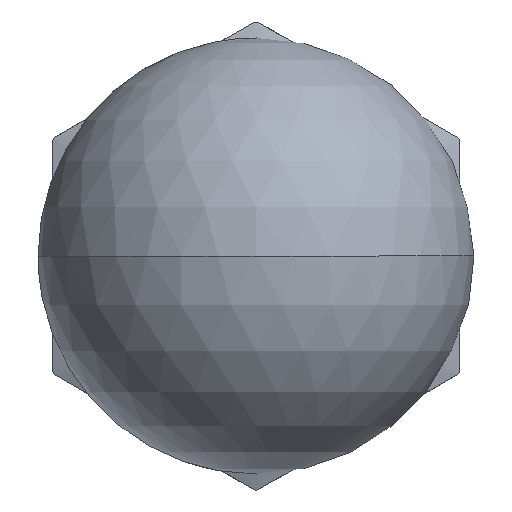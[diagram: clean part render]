
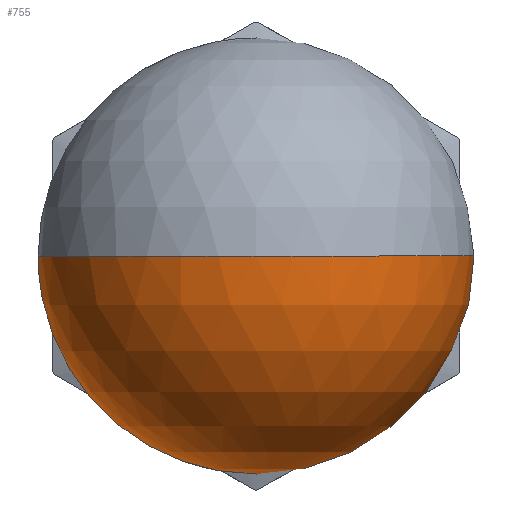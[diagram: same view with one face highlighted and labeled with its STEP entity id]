
A CAD part, front view. The second image highlights one B-rep face of the part: STEP entity #755.
In plain terms, the highlighted spherical face has radius 7.5 mm.
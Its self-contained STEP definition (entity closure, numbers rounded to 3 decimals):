
#25 = DIRECTION ( 'NONE',  ( -1., 0., 0. ) ) ;
#41 = DIRECTION ( 'NONE',  ( 0., 0., -1. ) ) ;
#112 = ORIENTED_EDGE ( 'NONE', *, *, #372, .F. ) ;
#132 = CARTESIAN_POINT ( 'NONE',  ( 0., -22., 0. ) ) ;
#138 = CARTESIAN_POINT ( 'NONE',  ( 6., -10., 0. ) ) ;
#232 = DIRECTION ( 'NONE',  ( -1., 0., 0. ) ) ;
#234 = CARTESIAN_POINT ( 'NONE',  ( -6., -10., 0. ) ) ;
#237 = CARTESIAN_POINT ( 'NONE',  ( 0., -14.5, 0. ) ) ;
#262 = DIRECTION ( 'NONE',  ( 0., 0., 1. ) ) ;
#314 = SPHERICAL_SURFACE ( 'NONE', #940, 7.5 ) ;
#337 = EDGE_CURVE ( 'NONE', #1034, #1003, #543, .T. ) ;
#357 = CIRCLE ( 'NONE', #673, 7.5 ) ;
#372 = EDGE_CURVE ( 'NONE', #1003, #784, #525, .T. ) ;
#525 = CIRCLE ( 'NONE', #583, 6. ) ;
#543 = CIRCLE ( 'NONE', #905, 7.5 ) ;
#583 = AXIS2_PLACEMENT_3D ( 'NONE', #594, #592, #589 ) ;
#589 = DIRECTION ( 'NONE',  ( -1., 0., 0. ) ) ;
#592 = DIRECTION ( 'NONE',  ( 0., 1., 0. ) ) ;
#594 = CARTESIAN_POINT ( 'NONE',  ( 0., -10., 0. ) ) ;
#609 = FACE_OUTER_BOUND ( 'NONE', #1071, .T. ) ;
#628 = ORIENTED_EDGE ( 'NONE', *, *, #337, .F. ) ;
#664 = DIRECTION ( 'NONE',  ( 1., 0., 0. ) ) ;
#666 = DIRECTION ( 'NONE',  ( 0., 0., 1. ) ) ;
#667 = CARTESIAN_POINT ( 'NONE',  ( 0., -14.5, 0. ) ) ;
#673 = AXIS2_PLACEMENT_3D ( 'NONE', #1247, #41, #25 ) ;
#700 = ORIENTED_EDGE ( 'NONE', *, *, #1203, .T. ) ;
#755 = ADVANCED_FACE ( 'NONE', ( #609 ), #314, .T. ) ;
#784 = VERTEX_POINT ( 'NONE', #234 ) ;
#905 = AXIS2_PLACEMENT_3D ( 'NONE', #667, #666, #664 ) ;
#940 = AXIS2_PLACEMENT_3D ( 'NONE', #237, #262, #232 ) ;
#1003 = VERTEX_POINT ( 'NONE', #138 ) ;
#1034 = VERTEX_POINT ( 'NONE', #132 ) ;
#1071 = EDGE_LOOP ( 'NONE', ( #628, #700, #112 ) ) ;
#1203 = EDGE_CURVE ( 'NONE', #1034, #784, #357, .T. ) ;
#1247 = CARTESIAN_POINT ( 'NONE',  ( 0., -14.5, 0. ) ) ;
